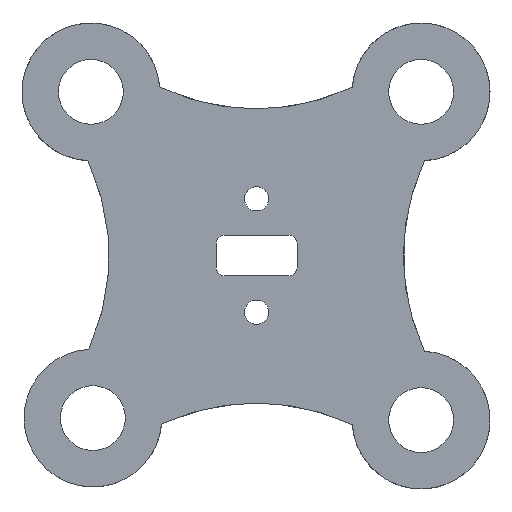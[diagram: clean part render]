
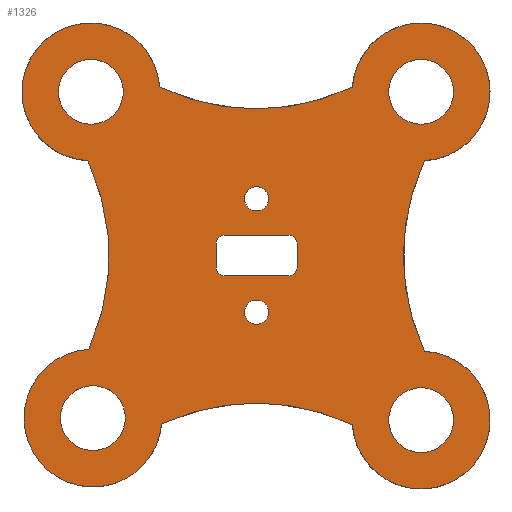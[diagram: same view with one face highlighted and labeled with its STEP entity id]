
A CAD part, top view. The second image highlights one B-rep face of the part: STEP entity #1326.
In plain terms, the highlighted planar face has unit normal (0, 0, 1).
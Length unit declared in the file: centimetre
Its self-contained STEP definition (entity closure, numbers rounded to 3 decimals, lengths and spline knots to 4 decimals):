
#33=FACE_BOUND($,#278,.T.);
#34=FACE_BOUND($,#279,.T.);
#35=FACE_BOUND($,#280,.T.);
#36=FACE_BOUND($,#281,.T.);
#37=FACE_BOUND($,#282,.T.);
#38=FACE_BOUND($,#283,.T.);
#39=FACE_BOUND($,#284,.T.);
#40=FACE_BOUND($,#285,.T.);
#61=PLANE($,#1528);
#278=EDGE_LOOP($,(#1184));
#279=EDGE_LOOP($,(#1185));
#280=EDGE_LOOP($,(#1186,#1187,#1188,#1189,#1190,#1191,#1192,#1193));
#281=EDGE_LOOP($,(#1194,#1195,#1196,#1197,#1198,#1199,#1200,#1201));
#282=EDGE_LOOP($,(#1202));
#283=EDGE_LOOP($,(#1203));
#284=EDGE_LOOP($,(#1204));
#285=EDGE_LOOP($,(#1205));
#335=LINE($,#2394,#397);
#339=LINE($,#2406,#401);
#344=LINE($,#2419,#406);
#347=LINE($,#2428,#409);
#397=VECTOR($,#1870,0.8);
#401=VECTOR($,#1882,0.3);
#406=VECTOR($,#1895,0.3);
#409=VECTOR($,#1906,0.8);
#428=CIRCLE($,#1357,2.7631);
#446=CIRCLE($,#1384,2.7631);
#464=CIRCLE($,#1411,2.7631);
#480=CIRCLE($,#1436,2.7631);
#483=CIRCLE($,#1440,0.15);
#493=CIRCLE($,#1453,0.15);
#499=CIRCLE($,#1473,0.1);
#501=CIRCLE($,#1477,0.1);
#503=CIRCLE($,#1481,0.1);
#505=CIRCLE($,#1485,0.1);
#507=CIRCLE($,#1490,0.85);
#509=CIRCLE($,#1494,0.85);
#511=CIRCLE($,#1498,0.85);
#513=CIRCLE($,#1502,0.85);
#515=CIRCLE($,#1505,0.4);
#517=CIRCLE($,#1508,0.4);
#519=CIRCLE($,#1511,0.4);
#521=CIRCLE($,#1514,0.4);
#544=VERTEX_POINT($,#2070);
#545=VERTEX_POINT($,#2072);
#561=VERTEX_POINT($,#2148);
#562=VERTEX_POINT($,#2150);
#578=VERTEX_POINT($,#2226);
#579=VERTEX_POINT($,#2228);
#592=VERTEX_POINT($,#2298);
#593=VERTEX_POINT($,#2300);
#596=VERTEX_POINT($,#2309);
#607=VERTEX_POINT($,#2341);
#618=VERTEX_POINT($,#2385);
#619=VERTEX_POINT($,#2387);
#621=VERTEX_POINT($,#2393);
#623=VERTEX_POINT($,#2399);
#625=VERTEX_POINT($,#2405);
#628=VERTEX_POINT($,#2412);
#629=VERTEX_POINT($,#2414);
#631=VERTEX_POINT($,#2423);
#633=VERTEX_POINT($,#2448);
#635=VERTEX_POINT($,#2453);
#637=VERTEX_POINT($,#2458);
#639=VERTEX_POINT($,#2463);
#670=EDGE_CURVE($,#544,#545,#428,.T.);
#696=EDGE_CURVE($,#561,#562,#446,.T.);
#722=EDGE_CURVE($,#578,#579,#464,.T.);
#745=EDGE_CURVE($,#592,#593,#480,.T.);
#750=EDGE_CURVE($,#596,#596,#483,.F.);
#768=EDGE_CURVE($,#607,#607,#493,.F.);
#788=EDGE_CURVE($,#619,#618,#499,.F.);
#791=EDGE_CURVE($,#621,#619,#335,.T.);
#794=EDGE_CURVE($,#623,#621,#501,.F.);
#797=EDGE_CURVE($,#625,#623,#339,.T.);
#801=EDGE_CURVE($,#629,#628,#503,.F.);
#804=EDGE_CURVE($,#618,#629,#344,.T.);
#806=EDGE_CURVE($,#631,#625,#505,.F.);
#809=EDGE_CURVE($,#628,#631,#347,.T.);
#811=EDGE_CURVE($,#578,#593,#507,.T.);
#813=EDGE_CURVE($,#592,#545,#509,.T.);
#815=EDGE_CURVE($,#544,#562,#511,.T.);
#817=EDGE_CURVE($,#561,#579,#513,.T.);
#819=EDGE_CURVE($,#633,#633,#515,.F.);
#821=EDGE_CURVE($,#635,#635,#517,.F.);
#823=EDGE_CURVE($,#637,#637,#519,.F.);
#825=EDGE_CURVE($,#639,#639,#521,.F.);
#1184=ORIENTED_EDGE($,*,*,#750,.T.);
#1185=ORIENTED_EDGE($,*,*,#768,.T.);
#1186=ORIENTED_EDGE($,*,*,#670,.F.);
#1187=ORIENTED_EDGE($,*,*,#815,.T.);
#1188=ORIENTED_EDGE($,*,*,#696,.F.);
#1189=ORIENTED_EDGE($,*,*,#817,.T.);
#1190=ORIENTED_EDGE($,*,*,#722,.F.);
#1191=ORIENTED_EDGE($,*,*,#811,.T.);
#1192=ORIENTED_EDGE($,*,*,#745,.F.);
#1193=ORIENTED_EDGE($,*,*,#813,.T.);
#1194=ORIENTED_EDGE($,*,*,#806,.T.);
#1195=ORIENTED_EDGE($,*,*,#797,.T.);
#1196=ORIENTED_EDGE($,*,*,#794,.T.);
#1197=ORIENTED_EDGE($,*,*,#791,.T.);
#1198=ORIENTED_EDGE($,*,*,#788,.T.);
#1199=ORIENTED_EDGE($,*,*,#804,.T.);
#1200=ORIENTED_EDGE($,*,*,#801,.T.);
#1201=ORIENTED_EDGE($,*,*,#809,.T.);
#1202=ORIENTED_EDGE($,*,*,#819,.T.);
#1203=ORIENTED_EDGE($,*,*,#821,.T.);
#1204=ORIENTED_EDGE($,*,*,#823,.T.);
#1205=ORIENTED_EDGE($,*,*,#825,.T.);
#1326=ADVANCED_FACE($,(#33,#34,#35,#36,#37,#38,#39,#40),#61,.T.);
#1357=AXIS2_PLACEMENT_3D($,#2073,#1591,#1592);
#1384=AXIS2_PLACEMENT_3D($,#2151,#1651,#1652);
#1411=AXIS2_PLACEMENT_3D($,#2229,#1711,#1712);
#1436=AXIS2_PLACEMENT_3D($,#2301,#1766,#1767);
#1440=AXIS2_PLACEMENT_3D($,#2310,#1776,#1777);
#1453=AXIS2_PLACEMENT_3D($,#2342,#1810,#1811);
#1473=AXIS2_PLACEMENT_3D($,#2388,#1864,#1865);
#1477=AXIS2_PLACEMENT_3D($,#2400,#1876,#1877);
#1481=AXIS2_PLACEMENT_3D($,#2415,#1889,#1890);
#1485=AXIS2_PLACEMENT_3D($,#2424,#1900,#1901);
#1490=AXIS2_PLACEMENT_3D($,#2432,#1913,#1914);
#1494=AXIS2_PLACEMENT_3D($,#2436,#1921,#1922);
#1498=AXIS2_PLACEMENT_3D($,#2440,#1929,#1930);
#1502=AXIS2_PLACEMENT_3D($,#2444,#1937,#1938);
#1505=AXIS2_PLACEMENT_3D($,#2449,#1943,#1944);
#1508=AXIS2_PLACEMENT_3D($,#2454,#1949,#1950);
#1511=AXIS2_PLACEMENT_3D($,#2459,#1955,#1956);
#1514=AXIS2_PLACEMENT_3D($,#2464,#1961,#1962);
#1528=AXIS2_PLACEMENT_3D($,#2482,#1989,#1990);
#1591=DIRECTION('center_axis',(0.,0.,
1.));
#1592=DIRECTION('ref_axis',(-0.613,-0.79,0.));
#1651=DIRECTION('center_axis',(0.,0.,
1.));
#1652=DIRECTION('ref_axis',(0.79,-0.613,0.));
#1711=DIRECTION('center_axis',(0.,0.,
1.));
#1712=DIRECTION('ref_axis',(0.613,0.79,0.));
#1766=DIRECTION('center_axis',(0.,0.,
1.));
#1767=DIRECTION('ref_axis',(-0.79,0.613,0.));
#1776=DIRECTION('center_axis',(0.,0.,
1.));
#1777=DIRECTION('ref_axis',(1.,0.,0.));
#1810=DIRECTION('center_axis',(0.,0.,
1.));
#1811=DIRECTION('ref_axis',(1.,0.,0.));
#1864=DIRECTION('center_axis',(0.,0.,
1.));
#1865=DIRECTION('ref_axis',(0.707,0.707,0.));
#1870=DIRECTION($,(1.,0.,0.));
#1876=DIRECTION('center_axis',(0.,0.,
1.));
#1877=DIRECTION('ref_axis',(-0.707,0.707,0.));
#1882=DIRECTION($,(0.,1.,0.));
#1889=DIRECTION('center_axis',(0.,0.,
1.));
#1890=DIRECTION('ref_axis',(0.707,-0.707,0.));
#1895=DIRECTION($,(0.,-1.,0.));
#1900=DIRECTION('center_axis',(0.,0.,
1.));
#1901=DIRECTION('ref_axis',(-0.707,-0.707,0.));
#1906=DIRECTION($,(-1.,0.,0.));
#1913=DIRECTION('center_axis',(0.,0.,
1.));
#1914=DIRECTION('ref_axis',(-1.,0.,0.));
#1921=DIRECTION('center_axis',(0.,0.,
1.));
#1922=DIRECTION('ref_axis',(-1.,0.,0.));
#1929=DIRECTION('center_axis',(0.,0.,
1.));
#1930=DIRECTION('ref_axis',(-1.,0.,0.));
#1937=DIRECTION('center_axis',(0.,0.,
1.));
#1938=DIRECTION('ref_axis',(-1.,0.,0.));
#1943=DIRECTION('center_axis',(0.,0.,
1.));
#1944=DIRECTION('ref_axis',(-1.,0.,0.));
#1949=DIRECTION('center_axis',(0.,0.,
1.));
#1950=DIRECTION('ref_axis',(-1.,0.,0.));
#1955=DIRECTION('center_axis',(0.,0.,
1.));
#1956=DIRECTION('ref_axis',(-1.,0.,0.));
#1961=DIRECTION('center_axis',(0.,0.,
1.));
#1962=DIRECTION('ref_axis',(-1.,0.,0.));
#1989=DIRECTION('center_axis',(0.,0.,
1.));
#1990=DIRECTION('ref_axis',(-1.,0.,0.));
#2070=CARTESIAN_POINT('',(-8.7384,26.3965,1.6));
#2072=CARTESIAN_POINT('',(-6.3592,26.394,1.6));
#2073=CARTESIAN_POINT('Origin',(-7.5462,28.8892,1.6));
#2148=CARTESIAN_POINT('',(-9.6129,23.1593,1.6));
#2150=CARTESIAN_POINT('',(-9.6241,25.4867,1.6));
#2151=CARTESIAN_POINT('Origin',(-12.1246,24.3108,1.6));
#2226=CARTESIAN_POINT('',(-6.3592,22.2276,1.6));
#2228=CARTESIAN_POINT('',(-8.7145,22.2365,1.6));
#2229=CARTESIAN_POINT('Origin',(-7.5462,19.7324,1.6));
#2298=CARTESIAN_POINT('',(-5.4682,25.4869,1.6));
#2300=CARTESIAN_POINT('',(-5.4682,23.1347,1.6));
#2301=CARTESIAN_POINT('Origin',(-2.9678,24.3108,1.6));
#2309=CARTESIAN_POINT('',(-7.6922,25.0164,1.6));
#2310=CARTESIAN_POINT('Origin',(-7.5422,25.0164,1.6));
#2341=CARTESIAN_POINT('',(-7.6922,23.6164,1.6));
#2342=CARTESIAN_POINT('Origin',(-7.5422,23.6164,1.6));
#2385=CARTESIAN_POINT('',(-7.0422,24.4664,1.6));
#2387=CARTESIAN_POINT('',(-7.1422,24.5664,1.6));
#2388=CARTESIAN_POINT('Origin',(-7.1422,24.4664,1.6));
#2393=CARTESIAN_POINT('',(-7.9422,24.5664,1.6));
#2394=CARTESIAN_POINT($,(-7.5442,24.5664,1.6));
#2399=CARTESIAN_POINT('',(-8.0422,24.4664,1.6));
#2400=CARTESIAN_POINT('Origin',(-7.9422,24.4664,1.6));
#2405=CARTESIAN_POINT('',(-8.0422,24.1664,1.6));
#2406=CARTESIAN_POINT($,(-8.0422,24.3136,1.6));
#2412=CARTESIAN_POINT('',(-7.1422,24.0664,1.6));
#2414=CARTESIAN_POINT('',(-7.0422,24.1664,1.6));
#2415=CARTESIAN_POINT('Origin',(-7.1422,24.1664,1.6));
#2419=CARTESIAN_POINT($,(-7.0422,24.3136,1.6));
#2423=CARTESIAN_POINT('',(-7.9422,24.0664,1.6));
#2424=CARTESIAN_POINT('Origin',(-7.9422,24.1664,1.6));
#2428=CARTESIAN_POINT($,(-7.5442,24.0664,1.6));
#2432=CARTESIAN_POINT('Origin',(-5.5112,22.2858,1.6));
#2436=CARTESIAN_POINT('Origin',(-5.5112,26.3358,1.6));
#2440=CARTESIAN_POINT('Origin',(-9.5862,26.3358,1.6));
#2444=CARTESIAN_POINT('Origin',(-9.5612,22.3108,1.6));
#2448=CARTESIAN_POINT('',(-5.1112,26.3358,1.6));
#2449=CARTESIAN_POINT('Origin',(-5.5112,26.3358,1.6));
#2453=CARTESIAN_POINT('',(-9.1612,22.3108,1.6));
#2454=CARTESIAN_POINT('Origin',(-9.5612,22.3108,1.6));
#2458=CARTESIAN_POINT('',(-5.1112,22.2858,1.6));
#2459=CARTESIAN_POINT('Origin',(-5.5112,22.2858,1.6));
#2463=CARTESIAN_POINT('',(-9.1862,26.3358,1.6));
#2464=CARTESIAN_POINT('Origin',(-9.5862,26.3358,1.6));
#2482=CARTESIAN_POINT('Origin',(-7.5462,24.3108,1.6));
